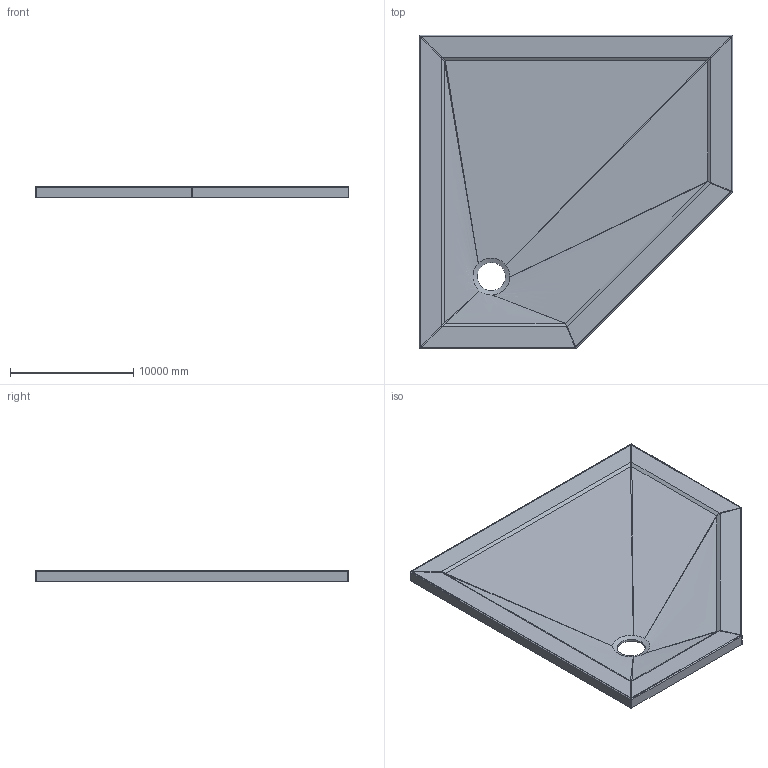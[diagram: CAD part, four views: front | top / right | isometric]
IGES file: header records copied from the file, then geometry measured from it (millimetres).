
Global section: file name: BSH-1000P_2; native system: AutoCAD 2016 - English; preprocessor: Autodesk Translation Framework DWG producer (atf_dwg_producer); organization: unknown; date: 20170428.095900; units: inch
Bounding box: 25398.11 x 25398.11 x 889 mm (x, y, z)
Volume: 355389710254.3 mm3; surface area: 1207747389.5 mm2
Topology: 1 solids, 1 shells, 49 faces, 123 edges, 76 vertices
Faces by surface type: bspline 49
